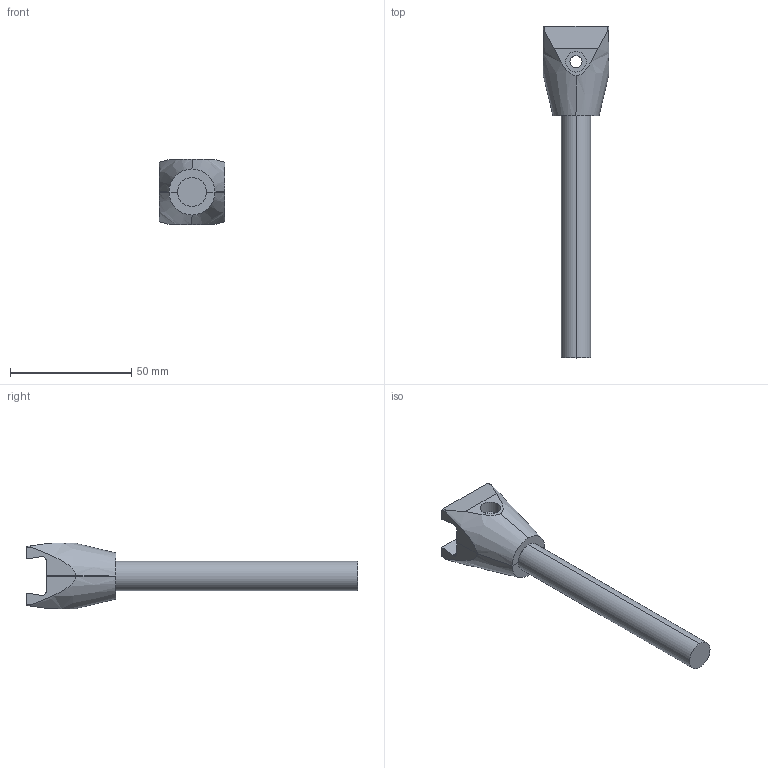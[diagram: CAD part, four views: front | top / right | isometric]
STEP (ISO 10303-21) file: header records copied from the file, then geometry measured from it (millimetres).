
FILE_DESCRIPTION (( 'STEP AP214' ), '1' );
FILE_NAME ('Rexnord-S0210P-P6203910.STEP', '2019-11-23T10:50:11', ( '' ), ( '' ), 'SwSTEP 2.0', 'SolidWorks 2019', '' );
FILE_SCHEMA (( 'AUTOMOTIVE_DESIGN' ));
Length unit declared in the file: millimetre
Products named in the file (3): Rexnord-S0210P-P6203910_PIN_P1; Rexnord-S0210P-P6203910; Rexnord-S0210P-P6203910_CLIP
Assembly tree (3 placements, depth 2):
  Rexnord-S0210P-P6203910
    Rexnord-S0210P-P6203910_CLIP  x2
    Rexnord-S0210P-P6203910_PIN_P1
Bounding box: 27 x 137 x 27 mm (x, y, z)
Volume: 26198.7 mm3; surface area: 11056.4 mm2
Topology: 3 solids, 3 shells, 62 faces, 156 edges, 104 vertices
Faces by surface type: cylinder 30, plane 28, cone 4
Entity records: 1289 total; most frequent: CARTESIAN_POINT 311, DIRECTION 195, ORIENTED_EDGE 174, EDGE_CURVE 87, AXIS2_PLACEMENT_3D 76, VERTEX_POINT 58, VECTOR 43, LINE 43
